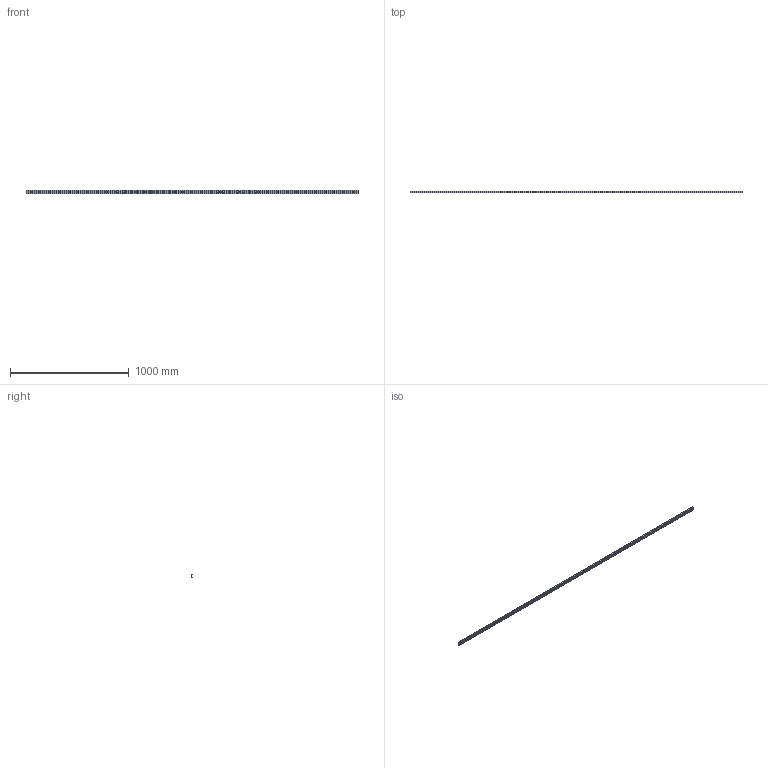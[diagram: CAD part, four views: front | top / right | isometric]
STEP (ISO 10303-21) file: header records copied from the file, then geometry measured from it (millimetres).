
FILE_DESCRIPTION((''),'2;1');
FILE_NAME('LCX 28H-2800.V.stp','2016-04-28T13:40:35',('MRathmann'),(''),'Autodesk Inventor 2012','Autodesk Inventor 2012','');
FILE_SCHEMA(('CONFIG_CONTROL_DESIGN'));
Length unit declared in the file: millimetre
Products named in the file (1): LCX 28H-2800.V
Bounding box: 2800 x 12.3 x 28 mm (x, y, z)
Volume: 455024.8 mm3; surface area: 269784.6 mm2
Topology: 1 solids, 1 shells, 94 faces, 241 edges, 149 vertices
Faces by surface type: cylinder 46, cone 35, plane 13
Full cylindrical faces by diameter (mm): 5.5 x35
Entity records: 2688 total; most frequent: DIRECTION 488, CARTESIAN_POINT 415, ORIENTED_EDGE 342, EDGE_LOOP 234, AXIS2_PLACEMENT_3D 222, EDGE_CURVE 171, VERTEX_POINT 149, FACE_BOUND 140
